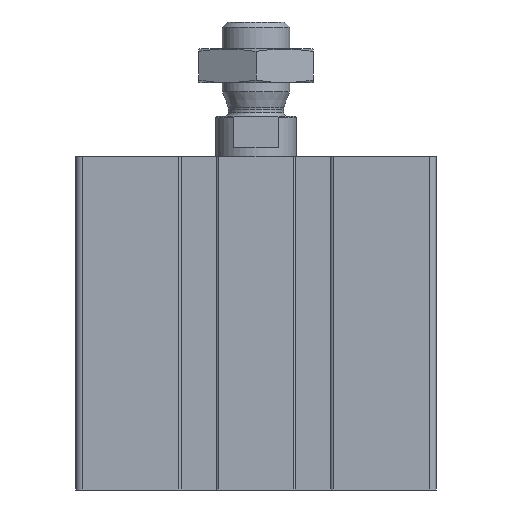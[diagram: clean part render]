
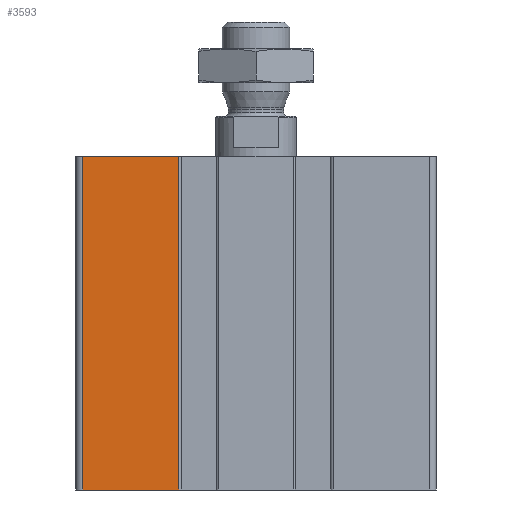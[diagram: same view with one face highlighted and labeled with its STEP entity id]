
A CAD part, front view. The second image highlights one B-rep face of the part: STEP entity #3593.
In plain terms, the highlighted planar face has unit normal (0, -1, 0).
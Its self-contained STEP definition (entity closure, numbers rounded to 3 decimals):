
#76=LINE('',#5505,#358);
#77=LINE('',#5507,#359);
#78=LINE('',#5509,#360);
#79=LINE('',#5511,#361);
#358=VECTOR('',#4332,1000.);
#359=VECTOR('',#4335,1000.);
#360=VECTOR('',#4336,1000.);
#361=VECTOR('',#4337,1000.);
#637=PLANE('',#3864);
#756=ORIENTED_EDGE('',*,*,#1791,.F.);
#757=ORIENTED_EDGE('',*,*,#1790,.F.);
#758=ORIENTED_EDGE('',*,*,#1792,.T.);
#759=ORIENTED_EDGE('',*,*,#1793,.T.);
#1790=EDGE_CURVE('',#2307,#2306,#76,.T.);
#1791=EDGE_CURVE('',#2306,#2308,#77,.T.);
#1792=EDGE_CURVE('',#2307,#2309,#78,.T.);
#1793=EDGE_CURVE('',#2309,#2308,#79,.T.);
#2306=VERTEX_POINT('',#5502);
#2307=VERTEX_POINT('',#5504);
#2308=VERTEX_POINT('',#5508);
#2309=VERTEX_POINT('',#5510);
#2894=EDGE_LOOP('',(#756,#757,#758,#759));
#3196=FACE_BOUND('',#2894,.T.);
#3593=ADVANCED_FACE('',(#3196),#637,.T.);
#3864=AXIS2_PLACEMENT_3D('',#5506,#4333,#4334);
#4332=DIRECTION('',(0.,0.,1.));
#4333=DIRECTION('',(0.,-1.,0.));
#4334=DIRECTION('',(0.,0.,-1.));
#4335=DIRECTION('',(1.,0.,0.));
#4336=DIRECTION('',(1.,0.,0.));
#4337=DIRECTION('',(0.,0.,1.));
#5502=CARTESIAN_POINT('',(-25.75,-26.75,0.));
#5504=CARTESIAN_POINT('',(-25.75,-26.75,-49.5));
#5505=CARTESIAN_POINT('',(-25.75,-26.75,-49.5));
#5506=CARTESIAN_POINT('',(-25.75,-26.75,-49.5));
#5507=CARTESIAN_POINT('',(-25.75,-26.75,0.));
#5508=CARTESIAN_POINT('',(-11.5,-26.75,0.));
#5509=CARTESIAN_POINT('',(-25.75,-26.75,-49.5));
#5510=CARTESIAN_POINT('',(-11.5,-26.75,-49.5));
#5511=CARTESIAN_POINT('',(-11.5,-26.75,-49.5));
